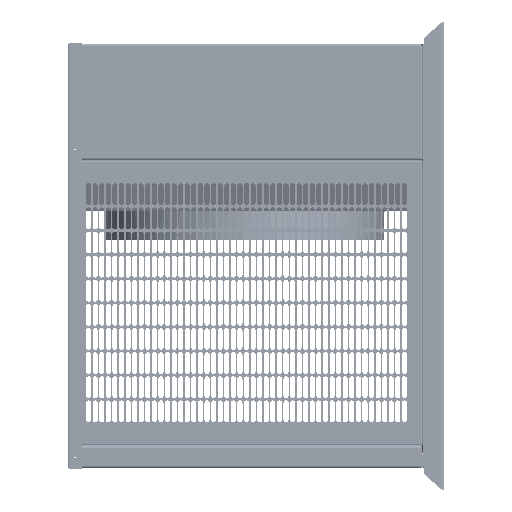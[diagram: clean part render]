
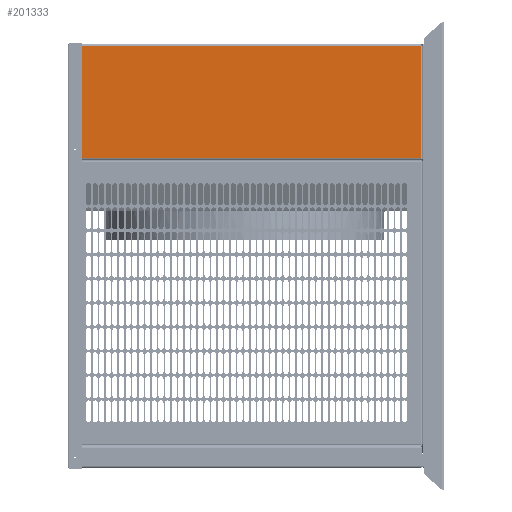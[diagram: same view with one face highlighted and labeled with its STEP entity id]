
A CAD part, left-side view. The second image highlights one B-rep face of the part: STEP entity #201333.
In plain terms, the highlighted free-form (B-spline) face has degree [1, 1] with [2, 2] control points.
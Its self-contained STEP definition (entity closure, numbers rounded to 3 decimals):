
#198358 = VERTEX_POINT('',#198359);
#198359 = CARTESIAN_POINT('',(-611.605,620.779,
    1578.485));
#198364 = EDGE_CURVE('',#198365,#198358,#198367,.T.);
#198365 = VERTEX_POINT('',#198366);
#198366 = CARTESIAN_POINT('',(-611.605,620.779,
    1575.161));
#198367 = ( BOUNDED_CURVE() B_SPLINE_CURVE(2,(#198368,#198369,#198370,
#198371,#198372),.UNSPECIFIED.,.F.,.F.) B_SPLINE_CURVE_WITH_KNOTS((3,2,3
    ),(3.142,4.712,6.283),
.PIECEWISE_BEZIER_KNOTS.) CURVE() GEOMETRIC_REPRESENTATION_ITEM() 
RATIONAL_B_SPLINE_CURVE((1.,0.707,1.,0.707,1.)) 
REPRESENTATION_ITEM('') );
#198368 = CARTESIAN_POINT('',(-611.605,620.779,
    1575.161));
#198369 = CARTESIAN_POINT('',(-611.605,619.117,
    1575.161));
#198370 = CARTESIAN_POINT('',(-611.605,619.117,
    1576.823));
#198371 = CARTESIAN_POINT('',(-611.605,619.117,
    1578.485));
#198372 = CARTESIAN_POINT('',(-611.605,620.779,
    1578.485));
#198406 = VERTEX_POINT('',#198407);
#198407 = CARTESIAN_POINT('',(-611.605,620.779,
    1405.64));
#198412 = EDGE_CURVE('',#198413,#198406,#198415,.T.);
#198413 = VERTEX_POINT('',#198414);
#198414 = CARTESIAN_POINT('',(-611.605,620.779,
    1402.316));
#198415 = ( BOUNDED_CURVE() B_SPLINE_CURVE(2,(#198416,#198417,#198418,
#198419,#198420),.UNSPECIFIED.,.F.,.F.) B_SPLINE_CURVE_WITH_KNOTS((3,2,3
    ),(3.142,4.712,6.283),
.PIECEWISE_BEZIER_KNOTS.) CURVE() GEOMETRIC_REPRESENTATION_ITEM() 
RATIONAL_B_SPLINE_CURVE((1.,0.707,1.,0.707,1.)) 
REPRESENTATION_ITEM('') );
#198416 = CARTESIAN_POINT('',(-611.605,620.779,
    1402.316));
#198417 = CARTESIAN_POINT('',(-611.605,619.117,
    1402.316));
#198418 = CARTESIAN_POINT('',(-611.605,619.117,
    1403.978));
#198419 = CARTESIAN_POINT('',(-611.605,619.117,
    1405.64));
#198420 = CARTESIAN_POINT('',(-611.605,620.779,
    1405.64));
#200374 = VERTEX_POINT('',#200375);
#200375 = CARTESIAN_POINT('',(-611.605,630.219,
    1388.622));
#200866 = VERTEX_POINT('',#200867);
#200867 = CARTESIAN_POINT('',(-611.605,-8.775,
    1388.622));
#201104 = VERTEX_POINT('',#201105);
#201105 = CARTESIAN_POINT('',(-611.605,630.219,
    1592.845));
#201147 = EDGE_CURVE('',#201104,#200374,#201148,.T.);
#201148 = B_SPLINE_CURVE_WITH_KNOTS('',1,(#201149,#201150),
  .UNSPECIFIED.,.F.,.F.,(2,2),(1.429,155.029),
  .PIECEWISE_BEZIER_KNOTS.);
#201149 = CARTESIAN_POINT('',(-611.605,630.219,
    1592.845));
#201150 = CARTESIAN_POINT('',(-611.605,630.219,
    1388.622));
#201176 = VERTEX_POINT('',#201177);
#201177 = CARTESIAN_POINT('',(-611.605,-8.775,
    1592.845));
#201223 = EDGE_CURVE('',#200866,#201176,#201224,.T.);
#201224 = B_SPLINE_CURVE_WITH_KNOTS('',1,(#201225,#201226),
  .UNSPECIFIED.,.F.,.F.,(2,2),(1.429,155.029),
  .PIECEWISE_BEZIER_KNOTS.);
#201225 = CARTESIAN_POINT('',(-611.605,-8.775,
    1388.622));
#201226 = CARTESIAN_POINT('',(-611.605,-8.775,
    1592.845));
#201245 = EDGE_CURVE('',#198406,#198413,#201246,.T.);
#201246 = ( BOUNDED_CURVE() B_SPLINE_CURVE(2,(#201247,#201248,#201249,
#201250,#201251),.UNSPECIFIED.,.F.,.F.) B_SPLINE_CURVE_WITH_KNOTS((3,2,3
),(0.,1.571,3.142),.PIECEWISE_BEZIER_KNOTS.) CURVE() 
GEOMETRIC_REPRESENTATION_ITEM() RATIONAL_B_SPLINE_CURVE((1.,
0.707,1.,0.707,1.)) REPRESENTATION_ITEM('') );
#201247 = CARTESIAN_POINT('',(-611.605,620.779,
    1405.64));
#201248 = CARTESIAN_POINT('',(-611.605,622.441,
    1405.64));
#201249 = CARTESIAN_POINT('',(-611.605,622.441,
    1403.978));
#201250 = CARTESIAN_POINT('',(-611.605,622.441,
    1402.316));
#201251 = CARTESIAN_POINT('',(-611.605,620.779,
    1402.316));
#201312 = EDGE_CURVE('',#198358,#198365,#201313,.T.);
#201313 = ( BOUNDED_CURVE() B_SPLINE_CURVE(2,(#201314,#201315,#201316,
#201317,#201318),.UNSPECIFIED.,.F.,.F.) B_SPLINE_CURVE_WITH_KNOTS((3,2,3
),(0.,1.571,3.142),.PIECEWISE_BEZIER_KNOTS.) CURVE() 
GEOMETRIC_REPRESENTATION_ITEM() RATIONAL_B_SPLINE_CURVE((1.,
0.707,1.,0.707,1.)) REPRESENTATION_ITEM('') );
#201314 = CARTESIAN_POINT('',(-611.605,620.779,
    1578.485));
#201315 = CARTESIAN_POINT('',(-611.605,622.441,
    1578.485));
#201316 = CARTESIAN_POINT('',(-611.605,622.441,
    1576.823));
#201317 = CARTESIAN_POINT('',(-611.605,622.441,
    1575.161));
#201318 = CARTESIAN_POINT('',(-611.605,620.779,
    1575.161));
#201333 = ADVANCED_FACE('',(#201334,#201338,#201342),#201356,.T.);
#201334 = FACE_BOUND('',#201335,.T.);
#201335 = EDGE_LOOP('',(#201336,#201337));
#201336 = ORIENTED_EDGE('',*,*,#201312,.F.);
#201337 = ORIENTED_EDGE('',*,*,#198364,.F.);
#201338 = FACE_BOUND('',#201339,.T.);
#201339 = EDGE_LOOP('',(#201340,#201341));
#201340 = ORIENTED_EDGE('',*,*,#201245,.F.);
#201341 = ORIENTED_EDGE('',*,*,#198412,.F.);
#201342 = FACE_BOUND('',#201343,.T.);
#201343 = EDGE_LOOP('',(#201344,#201349,#201350,#201355));
#201344 = ORIENTED_EDGE('',*,*,#201345,.T.);
#201345 = EDGE_CURVE('',#200374,#200866,#201346,.T.);
#201346 = B_SPLINE_CURVE_WITH_KNOTS('',1,(#201347,#201348),
  .UNSPECIFIED.,.F.,.F.,(2,2),(1.429,482.029),
  .PIECEWISE_BEZIER_KNOTS.);
#201347 = CARTESIAN_POINT('',(-611.605,630.219,
    1388.622));
#201348 = CARTESIAN_POINT('',(-611.605,-8.775,
    1388.622));
#201349 = ORIENTED_EDGE('',*,*,#201223,.T.);
#201350 = ORIENTED_EDGE('',*,*,#201351,.T.);
#201351 = EDGE_CURVE('',#201176,#201104,#201352,.T.);
#201352 = B_SPLINE_CURVE_WITH_KNOTS('',1,(#201353,#201354),
  .UNSPECIFIED.,.F.,.F.,(2,2),(1.429,482.029),
  .PIECEWISE_BEZIER_KNOTS.);
#201353 = CARTESIAN_POINT('',(-611.605,-8.775,
    1592.845));
#201354 = CARTESIAN_POINT('',(-611.605,630.219,
    1592.845));
#201355 = ORIENTED_EDGE('',*,*,#201147,.T.);
#201356 = B_SPLINE_SURFACE_WITH_KNOTS('',1,1,(
    (#201357,#201358)
    ,(#201359,#201360
    )),.UNSPECIFIED.,.F.,.F.,.F.,(2,2),(2,2),(-155.8,-2.2),(2.2,482.8),
  .PIECEWISE_BEZIER_KNOTS.);
#201357 = CARTESIAN_POINT('',(-611.605,-8.775,
    1388.622));
#201358 = CARTESIAN_POINT('',(-611.605,630.219,
    1388.622));
#201359 = CARTESIAN_POINT('',(-611.605,-8.775,
    1592.845));
#201360 = CARTESIAN_POINT('',(-611.605,630.219,
    1592.845));
